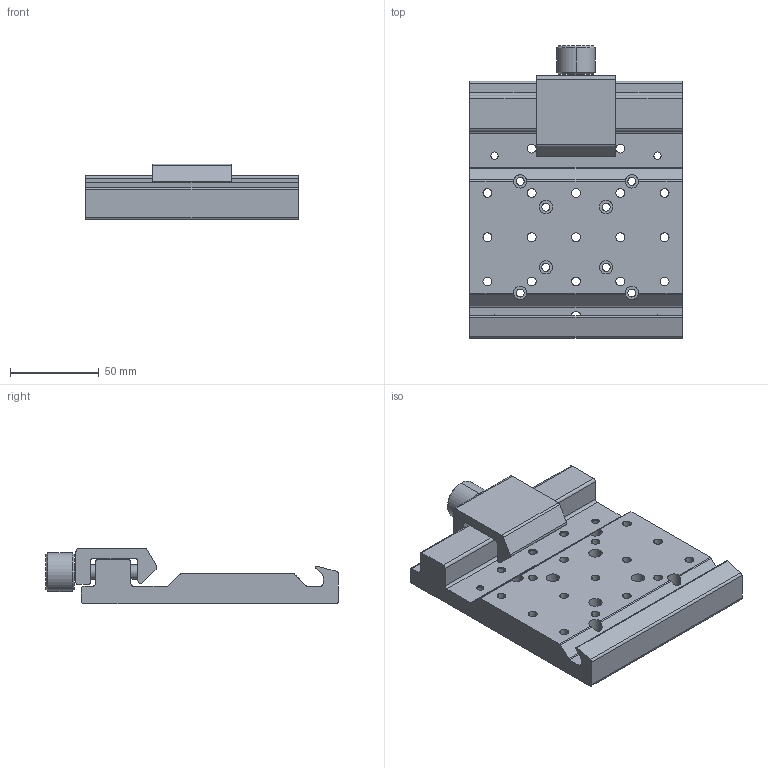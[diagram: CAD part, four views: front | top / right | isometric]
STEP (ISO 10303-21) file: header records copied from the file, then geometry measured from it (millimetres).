
FILE_DESCRIPTION((''),'2;1');
FILE_NAME('M-CXL95-120','2012-09-04T',('carefree'),(''),'PRO/ENGINEER BY PARAMETRIC TECHNOLOGY CORPORATION, 2010020','PRO/ENGINEER BY PARAMETRIC TECHNOLOGY CORPORATION, 2010020','');
FILE_SCHEMA(('CONFIG_CONTROL_DESIGN'));
Length unit declared in the file: inch
Products named in the file (1): M-CXL95-120
Bounding box: 120 x 165 x 31.5 mm (x, y, z)
Volume: 294918.5 mm3; surface area: 64873.2 mm2
Topology: 1 solids, 1 shells, 226 faces, 611 edges, 412 vertices
Faces by surface type: cylinder 162, plane 60, cone 4
Entity records: 7610 total; most frequent: CARTESIAN_POINT 1414, DIRECTION 1386, ORIENTED_EDGE 1222, EDGE_CURVE 611, AXIS2_PLACEMENT_3D 570, VERTEX_POINT 412, CIRCLE 344, EDGE_LOOP 319
